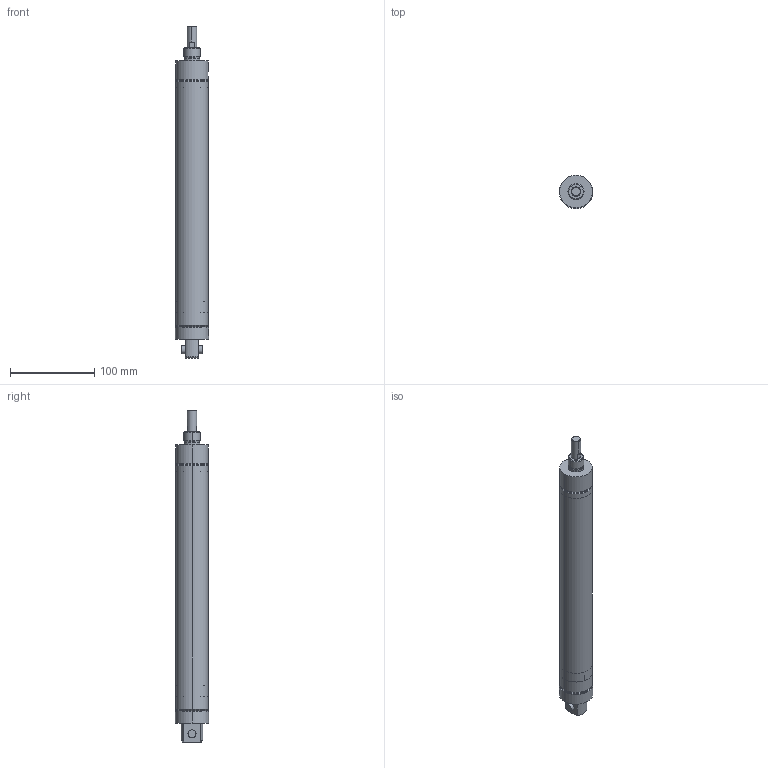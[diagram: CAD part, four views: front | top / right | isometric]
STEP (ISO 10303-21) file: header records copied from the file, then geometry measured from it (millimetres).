
FILE_DESCRIPTION (( 'STEP AP214' ), '1' );
FILE_NAME ('A24100DP-M.step', '2017-04-04T20:22:34', ( '' ), ( '' ), 'SwSTEP 2.0', 'SolidWorks 2017', '' );
FILE_SCHEMA (( 'AUTOMOTIVE_DESIGN' ));
Length unit declared in the file: inch
Products named in the file (4): A24100DP-M-Pin; A24100DP-M-Rod; A24100DP-M-MainBody; A24100DP-M
Assembly tree (3 placements, depth 2):
  A24100DP-M
    A24100DP-M-MainBody
    A24100DP-M-Rod
    A24100DP-M-Pin
Bounding box: 39.62 x 39.62 x 393.95 mm (x, y, z)
Volume: 141304 mm3; surface area: 98326.6 mm2
Topology: 3 solids, 3 shells, 84 faces, 180 edges, 106 vertices
Faces by surface type: cone 30, cylinder 28, plane 22, torus 4
Entity records: 2617 total; most frequent: CARTESIAN_POINT 533, DIRECTION 442, ORIENTED_EDGE 352, AXIS2_PLACEMENT_3D 184, EDGE_CURVE 176, VERTEX_POINT 106, EDGE_LOOP 94, CIRCLE 94
